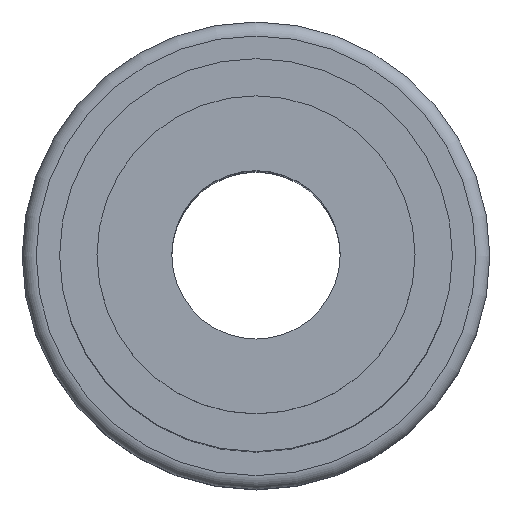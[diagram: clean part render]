
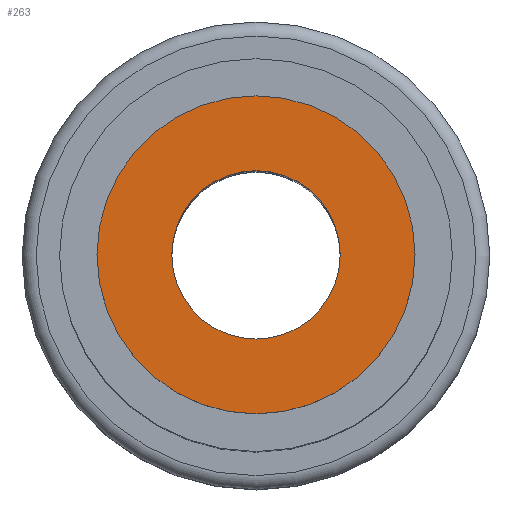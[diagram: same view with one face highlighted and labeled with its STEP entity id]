
A CAD part, top view. The second image highlights one B-rep face of the part: STEP entity #263.
In plain terms, the highlighted planar face has unit normal (0, 0, 1).
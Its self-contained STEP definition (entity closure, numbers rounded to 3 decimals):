
#21=FACE_BOUND('',#78,.T.);
#27=PLANE('',#317);
#56=FACE_OUTER_BOUND('',#77,.T.);
#77=EDGE_LOOP('',(#233));
#78=EDGE_LOOP('',(#234));
#123=CIRCLE('',#313,2.25);
#124=CIRCLE('',#315,4.25);
#143=VERTEX_POINT('',#471);
#144=VERTEX_POINT('',#475);
#172=EDGE_CURVE('',#143,#143,#123,.T.);
#174=EDGE_CURVE('',#144,#144,#124,.T.);
#233=ORIENTED_EDGE('',*,*,#174,.T.);
#234=ORIENTED_EDGE('',*,*,#172,.T.);
#263=ADVANCED_FACE('',(#56,#21),#27,.T.);
#313=AXIS2_PLACEMENT_3D('',#472,#391,#392);
#315=AXIS2_PLACEMENT_3D('',#476,#396,#397);
#317=AXIS2_PLACEMENT_3D('',#480,#401,#402);
#391=DIRECTION('center_axis',(0.,0.,-1.));
#392=DIRECTION('ref_axis',(-1.,0.,0.));
#396=DIRECTION('center_axis',(0.,0.,1.));
#397=DIRECTION('ref_axis',(-1.,0.,0.));
#401=DIRECTION('center_axis',(0.,0.,1.));
#402=DIRECTION('ref_axis',(-1.,0.,0.));
#471=CARTESIAN_POINT('',(2.25,0.,15.));
#472=CARTESIAN_POINT('Origin',(0.,0.,15.));
#475=CARTESIAN_POINT('',(4.25,0.,15.));
#476=CARTESIAN_POINT('Origin',(0.,0.,15.));
#480=CARTESIAN_POINT('Origin',(0.,0.,15.));
